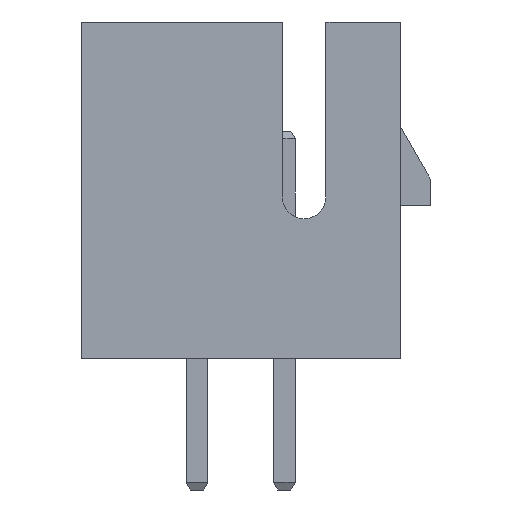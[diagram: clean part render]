
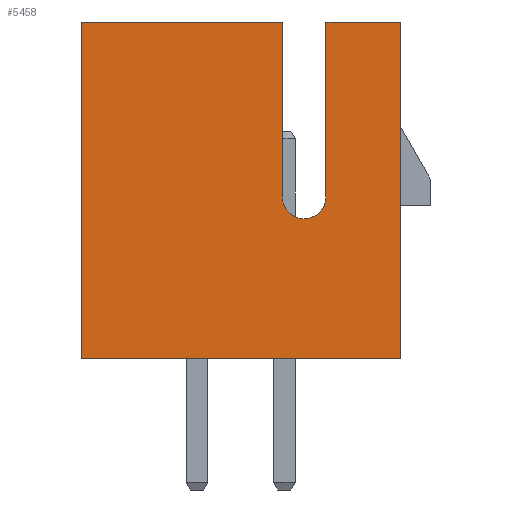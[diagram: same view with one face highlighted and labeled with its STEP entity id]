
A CAD part, left-side view. The second image highlights one B-rep face of the part: STEP entity #5458.
In plain terms, the highlighted planar face has unit normal (-1, 0, 0).
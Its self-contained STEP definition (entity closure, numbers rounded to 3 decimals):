
#200 = EDGE_CURVE ( 'NONE', #6643, #4839, #1923, .T. ) ;
#301 = LINE ( 'NONE', #3194, #4246 ) ;
#391 = DIRECTION ( 'NONE',  ( 0., 0., 1. ) ) ;
#592 = ORIENTED_EDGE ( 'NONE', *, *, #2400, .F. ) ;
#624 = ORIENTED_EDGE ( 'NONE', *, *, #7645, .T. ) ;
#678 = VECTOR ( 'NONE', #4037, 1000. ) ;
#996 = EDGE_CURVE ( 'NONE', #7169, #4264, #8920, .T. ) ;
#1124 = AXIS2_PLACEMENT_3D ( 'NONE', #5623, #8464, #4283 ) ;
#1184 = ORIENTED_EDGE ( 'NONE', *, *, #6202, .T. ) ;
#1190 = CARTESIAN_POINT ( 'NONE',  ( -18., 3.65, 7.7 ) ) ;
#1212 = CARTESIAN_POINT ( 'NONE',  ( -18., -1.95, 3.7 ) ) ;
#1230 = LINE ( 'NONE', #3994, #2324 ) ;
#1299 = VERTEX_POINT ( 'NONE', #1212 ) ;
#1353 = PLANE ( 'NONE',  #3466 ) ;
#1412 = CARTESIAN_POINT ( 'NONE',  ( -18., -3.65, 0. ) ) ;
#1626 = CARTESIAN_POINT ( 'NONE',  ( -18., -1.95, 0. ) ) ;
#1818 = VERTEX_POINT ( 'NONE', #1190 ) ;
#1923 = LINE ( 'NONE', #8486, #8438 ) ;
#1985 = VECTOR ( 'NONE', #2174, 1000. ) ;
#2004 = CIRCLE ( 'NONE', #1124, 0.5 ) ;
#2174 = DIRECTION ( 'NONE',  ( 0., 1., 0. ) ) ;
#2269 = EDGE_CURVE ( 'NONE', #4839, #1818, #6434, .T. ) ;
#2285 = VECTOR ( 'NONE', #391, 1000. ) ;
#2324 = VECTOR ( 'NONE', #5315, 1000. ) ;
#2400 = EDGE_CURVE ( 'NONE', #7169, #1818, #7506, .T. ) ;
#2569 = CARTESIAN_POINT ( 'NONE',  ( -18., 3.65, 0. ) ) ;
#2680 = EDGE_LOOP ( 'NONE', ( #4082, #4844, #6757, #592, #3928, #8463, #624, #1184 ) ) ;
#3158 = EDGE_CURVE ( 'NONE', #1299, #6643, #2004, .T. ) ;
#3194 = CARTESIAN_POINT ( 'NONE',  ( -18., 3.65, 7.7 ) ) ;
#3466 = AXIS2_PLACEMENT_3D ( 'NONE', #4149, #7007, #9132 ) ;
#3856 = DIRECTION ( 'NONE',  ( 0., -1., 0. ) ) ;
#3860 = DIRECTION ( 'NONE',  ( 0., 1., 0. ) ) ;
#3928 = ORIENTED_EDGE ( 'NONE', *, *, #996, .T. ) ;
#3994 = CARTESIAN_POINT ( 'NONE',  ( -18., -3.65, 0. ) ) ;
#4037 = DIRECTION ( 'NONE',  ( 0., 0., -1. ) ) ;
#4082 = ORIENTED_EDGE ( 'NONE', *, *, #3158, .T. ) ;
#4149 = CARTESIAN_POINT ( 'NONE',  ( -18., 3.65, 0. ) ) ;
#4246 = VECTOR ( 'NONE', #3860, 1000. ) ;
#4264 = VERTEX_POINT ( 'NONE', #1412 ) ;
#4283 = DIRECTION ( 'NONE',  ( 0., 0., 1. ) ) ;
#4714 = CARTESIAN_POINT ( 'NONE',  ( -18., -1.95, 7.7 ) ) ;
#4839 = VERTEX_POINT ( 'NONE', #7157 ) ;
#4844 = ORIENTED_EDGE ( 'NONE', *, *, #200, .T. ) ;
#5315 = DIRECTION ( 'NONE',  ( 0., 0., -1. ) ) ;
#5336 = VECTOR ( 'NONE', #3856, 1000. ) ;
#5458 = ADVANCED_FACE ( 'NONE', ( #5528 ), #1353, .T. ) ;
#5528 = FACE_OUTER_BOUND ( 'NONE', #2680, .T. ) ;
#5623 = CARTESIAN_POINT ( 'NONE',  ( -18., -1.45, 3.7 ) ) ;
#5832 = VERTEX_POINT ( 'NONE', #9100 ) ;
#6202 = EDGE_CURVE ( 'NONE', #9032, #1299, #7969, .T. ) ;
#6434 = LINE ( 'NONE', #8375, #1985 ) ;
#6451 = EDGE_CURVE ( 'NONE', #5832, #4264, #1230, .T. ) ;
#6643 = VERTEX_POINT ( 'NONE', #8680 ) ;
#6757 = ORIENTED_EDGE ( 'NONE', *, *, #2269, .T. ) ;
#7007 = DIRECTION ( 'NONE',  ( -1., 0., 0. ) ) ;
#7157 = CARTESIAN_POINT ( 'NONE',  ( -18., -0.95, 7.7 ) ) ;
#7169 = VERTEX_POINT ( 'NONE', #8140 ) ;
#7506 = LINE ( 'NONE', #8093, #2285 ) ;
#7645 = EDGE_CURVE ( 'NONE', #5832, #9032, #301, .T. ) ;
#7758 = DIRECTION ( 'NONE',  ( 0., 0., 1. ) ) ;
#7969 = LINE ( 'NONE', #1626, #678 ) ;
#8093 = CARTESIAN_POINT ( 'NONE',  ( -18., 3.65, 0. ) ) ;
#8140 = CARTESIAN_POINT ( 'NONE',  ( -18., 3.65, 0. ) ) ;
#8375 = CARTESIAN_POINT ( 'NONE',  ( -18., 3.65, 7.7 ) ) ;
#8438 = VECTOR ( 'NONE', #7758, 1000. ) ;
#8463 = ORIENTED_EDGE ( 'NONE', *, *, #6451, .F. ) ;
#8464 = DIRECTION ( 'NONE',  ( 1., 0., 0. ) ) ;
#8486 = CARTESIAN_POINT ( 'NONE',  ( -18., -0.95, 0. ) ) ;
#8680 = CARTESIAN_POINT ( 'NONE',  ( -18., -0.95, 3.7 ) ) ;
#8920 = LINE ( 'NONE', #2569, #5336 ) ;
#9032 = VERTEX_POINT ( 'NONE', #4714 ) ;
#9100 = CARTESIAN_POINT ( 'NONE',  ( -18., -3.65, 7.7 ) ) ;
#9132 = DIRECTION ( 'NONE',  ( 0., 0., 1. ) ) ;
